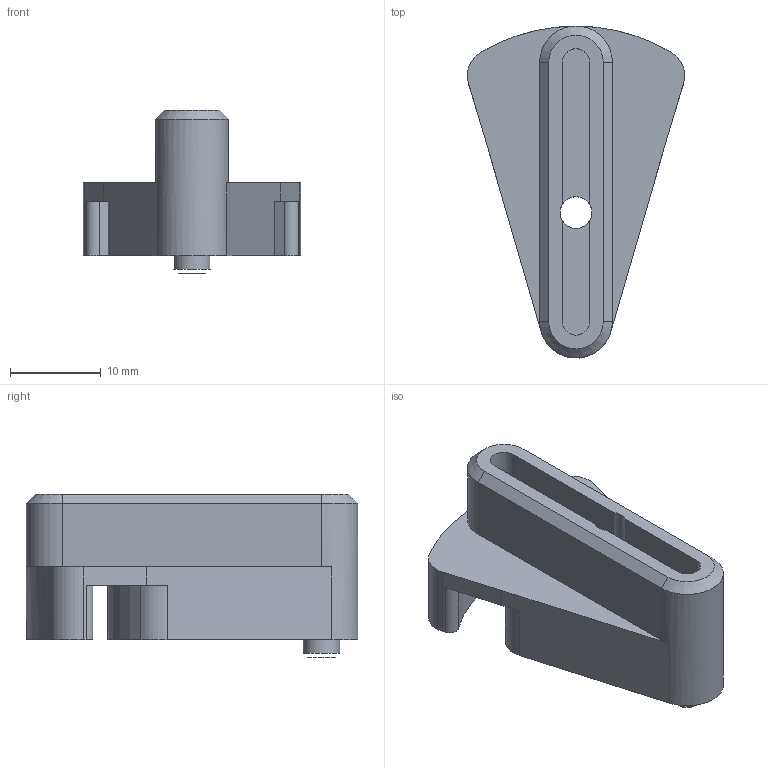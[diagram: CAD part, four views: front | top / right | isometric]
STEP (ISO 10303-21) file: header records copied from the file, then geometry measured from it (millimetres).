
FILE_DESCRIPTION(/* description */ (''),/* implementation_level */ '2;1');
FILE_NAME(/* name */ 'nob.step',/* time_stamp */ '2018-02-12T20:11:52-05:00',/* author */ (''),/* organization */ (''),/* preprocessor_version */ 'ST-DEVELOPER v16.13',/* originating_system */ 'Autodesk Translation Framework v6.5.0.72',/* authorisation */ '');
FILE_SCHEMA (('AUTOMOTIVE_DESIGN { 1 0 10303 214 3 1 1 }'));
Length unit declared in the file: millimetre
Products named in the file (1): FusionComponent
Bounding box: 23.88 x 36.5 x 18 mm (x, y, z)
Volume: 5134.5 mm3; surface area: 3326.5 mm2
Topology: 1 solids, 1 shells, 38 faces, 100 edges, 65 vertices
Faces by surface type: plane 20, cylinder 15, cone 3
Full cylindrical faces by diameter (mm): 3.5 x1, 4 x1
Entity records: 1227 total; most frequent: DIRECTION 217, CARTESIAN_POINT 204, ORIENTED_EDGE 200, EDGE_CURVE 100, AXIS2_PLACEMENT_3D 78, VERTEX_POINT 65, LINE 61, VECTOR 61
